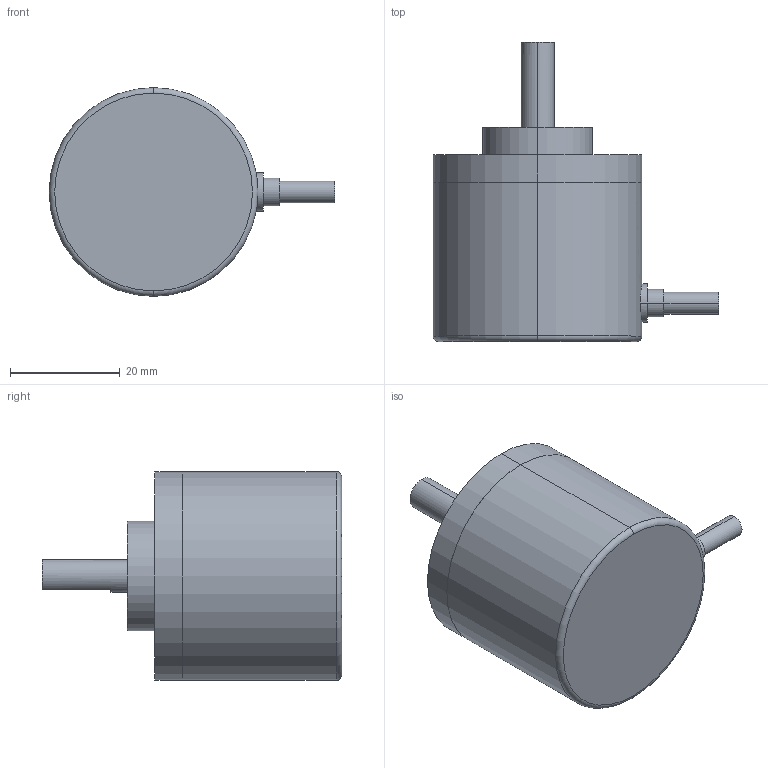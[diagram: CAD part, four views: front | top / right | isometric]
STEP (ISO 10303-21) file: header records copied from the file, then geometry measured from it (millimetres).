
FILE_DESCRIPTION (( 'STEP AP203' ), '1' );
FILE_NAME ('encoder.stp_Default_sldprt.STEP', '2025-12-11T20:13:20', ( '' ), ( '' ), 'SwSTEP 2.0', 'SolidWorks 2025', '' );
FILE_SCHEMA (( 'CONFIG_CONTROL_DESIGN' ));
Length unit declared in the file: millimetre
Products named in the file (1): encoder.stp_Default_sldprt
Bounding box: 52.01 x 54.5 x 38.02 mm (x, y, z)
Volume: 40577.3 mm3; surface area: 7364.1 mm2
Topology: 1 solids, 1 shells, 44 faces, 88 edges, 58 vertices
Faces by surface type: cylinder 26, plane 16, torus 2
Entity records: 1379 total; most frequent: CARTESIAN_POINT 325, DIRECTION 232, ORIENTED_EDGE 176, AXIS2_PLACEMENT_3D 101, EDGE_CURVE 88, VERTEX_POINT 58, EDGE_LOOP 56, CIRCLE 56
